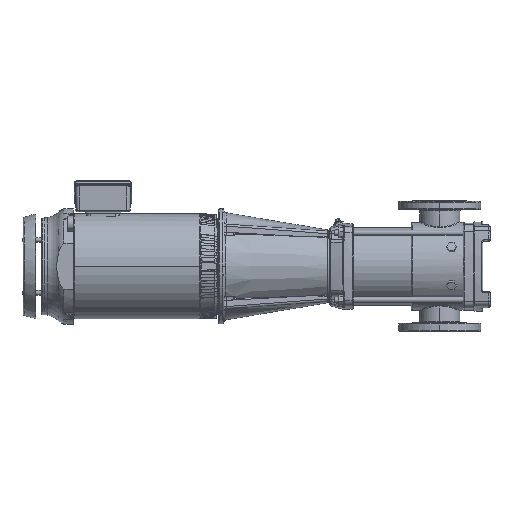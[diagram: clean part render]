
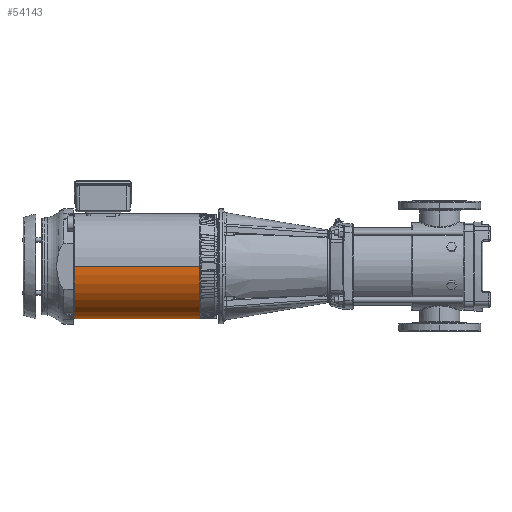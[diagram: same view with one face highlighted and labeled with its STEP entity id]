
A CAD part, left-side view. The second image highlights one B-rep face of the part: STEP entity #54143.
In plain terms, the highlighted cylindrical face has radius 146.3 mm (diameter 292.6 mm), a partial arc.
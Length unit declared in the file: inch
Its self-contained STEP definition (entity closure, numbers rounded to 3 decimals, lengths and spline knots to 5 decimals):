
#13912 = DIRECTION ( 'NONE',  ( -1., 0., 0. ) ) ;
#16869 = DIRECTION ( 'NONE',  ( 0., -1., 0. ) ) ;
#26461 = DIRECTION ( 'NONE',  ( 0., 0., 1. ) ) ;
#28492 = CIRCLE ( 'NONE', #112718, 5.75984 ) ;
#31856 = CARTESIAN_POINT ( 'NONE',  ( 6.84694, -0.21413, -5.75984 ) ) ;
#32539 = CARTESIAN_POINT ( 'NONE',  ( 44.93089, -0.21413, -5.75984 ) ) ;
#39999 = ORIENTED_EDGE ( 'NONE', *, *, #52633, .T. ) ;
#44477 = AXIS2_PLACEMENT_3D ( 'NONE', #79188, #146156, #26461 ) ;
#47766 = ORIENTED_EDGE ( 'NONE', *, *, #149562, .F. ) ;
#49479 = EDGE_CURVE ( 'NONE', #178831, #206218, #184107, .T. ) ;
#52633 = EDGE_CURVE ( 'NONE', #178831, #192375, #75557, .T. ) ;
#54143 = ADVANCED_FACE ( 'NONE', ( #160468 ), #212052, .T. ) ;
#56291 = DIRECTION ( 'NONE',  ( 1., 0., 0. ) ) ;
#59532 = CARTESIAN_POINT ( 'NONE',  ( -6.93259, -5.97397, 0. ) ) ;
#75557 = CIRCLE ( 'NONE', #131676, 5.75984 ) ;
#79188 = CARTESIAN_POINT ( 'NONE',  ( 44.93089, -0.21413, 0. ) ) ;
#82204 = DIRECTION ( 'NONE',  ( -1., 0., 0. ) ) ;
#105842 = CARTESIAN_POINT ( 'NONE',  ( -6.93259, -0.21413, -5.75984 ) ) ;
#112718 = AXIS2_PLACEMENT_3D ( 'NONE', #119036, #116859, #16869 ) ;
#114412 = ORIENTED_EDGE ( 'NONE', *, *, #49479, .F. ) ;
#116859 = DIRECTION ( 'NONE',  ( -1., 0., 0. ) ) ;
#119036 = CARTESIAN_POINT ( 'NONE',  ( -6.93259, -0.21413, 0. ) ) ;
#120111 = VECTOR ( 'NONE', #13912, 39.37008 ) ;
#131676 = AXIS2_PLACEMENT_3D ( 'NONE', #147000, #82204, #181047 ) ;
#146156 = DIRECTION ( 'NONE',  ( -1., 0., 0. ) ) ;
#147000 = CARTESIAN_POINT ( 'NONE',  ( 6.84694, -0.21413, 0. ) ) ;
#147414 = VERTEX_POINT ( 'NONE', #59532 ) ;
#149562 = EDGE_CURVE ( 'NONE', #147414, #192375, #156231, .T. ) ;
#155664 = VECTOR ( 'NONE', #56291, 39.37008 ) ;
#156231 = LINE ( 'NONE', #203497, #155664 ) ;
#160139 = EDGE_LOOP ( 'NONE', ( #114412, #39999, #47766, #179743 ) ) ;
#160468 = FACE_OUTER_BOUND ( 'NONE', #160139, .T. ) ;
#161697 = CARTESIAN_POINT ( 'NONE',  ( 6.84694, -5.97397, 0. ) ) ;
#178831 = VERTEX_POINT ( 'NONE', #31856 ) ;
#179743 = ORIENTED_EDGE ( 'NONE', *, *, #198951, .F. ) ;
#181047 = DIRECTION ( 'NONE',  ( 0., -1., 0. ) ) ;
#184107 = LINE ( 'NONE', #32539, #120111 ) ;
#192375 = VERTEX_POINT ( 'NONE', #161697 ) ;
#198951 = EDGE_CURVE ( 'NONE', #206218, #147414, #28492, .T. ) ;
#203497 = CARTESIAN_POINT ( 'NONE',  ( 44.93089, -5.97397, 0. ) ) ;
#206218 = VERTEX_POINT ( 'NONE', #105842 ) ;
#212052 = CYLINDRICAL_SURFACE ( 'NONE', #44477, 5.75984 ) ;
